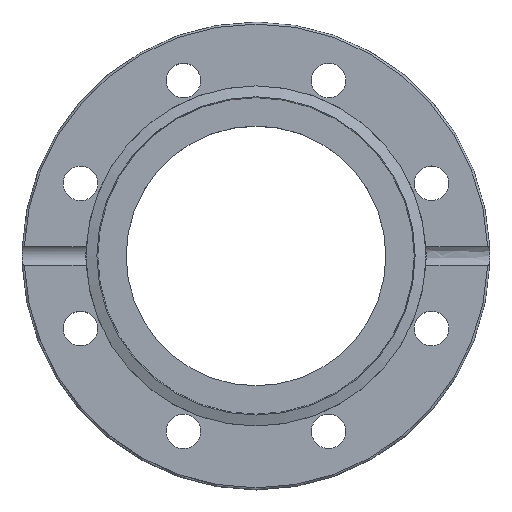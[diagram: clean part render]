
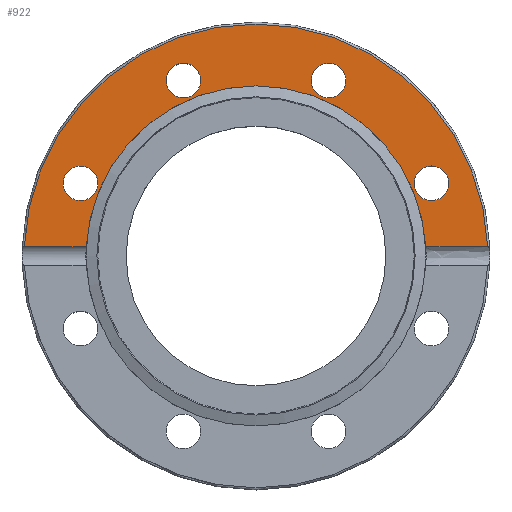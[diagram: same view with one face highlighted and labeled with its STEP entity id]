
A CAD part, top view. The second image highlights one B-rep face of the part: STEP entity #922.
In plain terms, the highlighted planar face has unit normal (0, 0, 1).
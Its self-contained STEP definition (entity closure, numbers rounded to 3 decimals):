
#738=CARTESIAN_POINT('',(56.206,2.236,17.5));
#739=VERTEX_POINT('',#738);
#755=CARTESIAN_POINT('',(41.189,2.236,17.5));
#756=VERTEX_POINT('',#755);
#757=CARTESIAN_POINT('',(41.189,2.236,17.5));
#758=DIRECTION('',(1.0,0.0,0.0));
#759=VECTOR('',#758,15.016);
#760=LINE('',#757,#759);
#761=EDGE_CURVE('',#756,#739,#760,.T.);
#808=CARTESIAN_POINT('',(-41.189,2.236,17.5));
#809=VERTEX_POINT('',#808);
#810=CARTESIAN_POINT('',(0.0,0.,17.5));
#811=DIRECTION('',(0.0,0.0,-1.0));
#812=DIRECTION('',(0.0,-1.0,0.0));
#813=AXIS2_PLACEMENT_3D('',#810,#811,#812);
#814=CIRCLE('',#813,41.25);
#815=EDGE_CURVE('',#809,#756,#814,.T.);
#854=CARTESIAN_POINT('',(0.0,0.0,17.5));
#855=DIRECTION('',(0.0,0.0,-1.0));
#856=DIRECTION('',(-1.0,0.0,0.0));
#857=AXIS2_PLACEMENT_3D('',#854,#855,#856);
#858=PLANE('',#857);
#859=ORIENTED_EDGE('',*,*,#761,.T.);
#860=CARTESIAN_POINT('',(-56.206,2.236,17.5));
#861=VERTEX_POINT('',#860);
#862=CARTESIAN_POINT('',(0.0,0.0,17.5));
#863=DIRECTION('',(0.0,0.0,-1.0));
#864=DIRECTION('',(-1.0,0.0,0.0));
#865=AXIS2_PLACEMENT_3D('',#862,#863,#864);
#866=CIRCLE('',#865,56.25);
#867=EDGE_CURVE('',#861,#739,#866,.T.);
#868=ORIENTED_EDGE('',*,*,#867,.F.);
#869=CARTESIAN_POINT('',(-56.206,2.236,17.5));
#870=DIRECTION('',(1.0,0.0,0.0));
#871=VECTOR('',#870,15.016);
#872=LINE('',#869,#871);
#873=EDGE_CURVE('',#861,#809,#872,.T.);
#874=ORIENTED_EDGE('',*,*,#873,.T.);
#875=ORIENTED_EDGE('',*,*,#815,.T.);
#876=EDGE_LOOP('',(#859,#868,#874,#875));
#877=FACE_OUTER_BOUND('',#876,.T.);
#878=CARTESIAN_POINT('',(42.545,13.423,17.5));
#879=VERTEX_POINT('',#878);
#880=CARTESIAN_POINT('',(42.545,17.623,17.5));
#881=DIRECTION('',(0.0,0.0,-1.0));
#882=DIRECTION('',(0.0,-1.0,0.0));
#883=AXIS2_PLACEMENT_3D('',#880,#881,#882);
#884=CIRCLE('',#883,4.2);
#885=EDGE_CURVE('',#879,#879,#884,.T.);
#886=ORIENTED_EDGE('',*,*,#885,.T.);
#887=EDGE_LOOP('',(#886));
#888=FACE_BOUND('',#887,.T.);
#889=CARTESIAN_POINT('',(-39.575,20.592,17.5));
#890=VERTEX_POINT('',#889);
#891=CARTESIAN_POINT('',(-42.545,17.623,17.5));
#892=DIRECTION('',(0.0,0.0,-1.0));
#893=DIRECTION('',(0.707,0.707,0.0));
#894=AXIS2_PLACEMENT_3D('',#891,#892,#893);
#895=CIRCLE('',#894,4.2);
#896=EDGE_CURVE('',#890,#890,#895,.T.);
#897=ORIENTED_EDGE('',*,*,#896,.T.);
#898=EDGE_LOOP('',(#897));
#899=FACE_BOUND('',#898,.T.);
#900=CARTESIAN_POINT('',(20.592,39.575,17.5));
#901=VERTEX_POINT('',#900);
#902=CARTESIAN_POINT('',(17.623,42.545,17.5));
#903=DIRECTION('',(0.0,0.0,-1.0));
#904=DIRECTION('',(0.707,-0.707,0.0));
#905=AXIS2_PLACEMENT_3D('',#902,#903,#904);
#906=CIRCLE('',#905,4.2);
#907=EDGE_CURVE('',#901,#901,#906,.T.);
#908=ORIENTED_EDGE('',*,*,#907,.T.);
#909=EDGE_LOOP('',(#908));
#910=FACE_BOUND('',#909,.T.);
#911=CARTESIAN_POINT('',(-13.423,42.545,17.5));
#912=VERTEX_POINT('',#911);
#913=CARTESIAN_POINT('',(-17.623,42.545,17.5));
#914=DIRECTION('',(0.0,0.0,-1.0));
#915=DIRECTION('',(1.0,0.0,0.0));
#916=AXIS2_PLACEMENT_3D('',#913,#914,#915);
#917=CIRCLE('',#916,4.2);
#918=EDGE_CURVE('',#912,#912,#917,.T.);
#919=ORIENTED_EDGE('',*,*,#918,.T.);
#920=EDGE_LOOP('',(#919));
#921=FACE_BOUND('',#920,.T.);
#922=ADVANCED_FACE('',(#877,#888,#899,#910,#921),#858,.F.);
